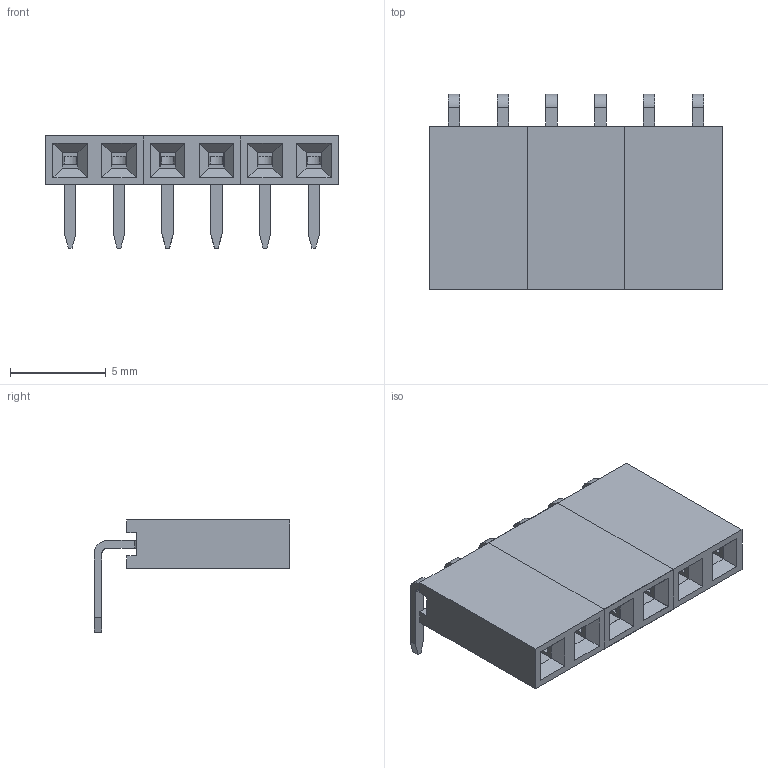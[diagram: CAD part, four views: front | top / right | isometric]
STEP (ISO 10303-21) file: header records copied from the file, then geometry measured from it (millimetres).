
FILE_DESCRIPTION (( 'STEP AP203' ), '1' );
FILE_NAME ('PBS-6R.STEP', '2025-11-26T09:42:08', ( '' ), ( '' ), 'SwSTEP 2.0', 'SolidWorks 2017', '' );
FILE_SCHEMA (( 'CONFIG_CONTROL_DESIGN' ));
Length unit declared in the file: millimetre
Products named in the file (1): PBS-6R
Bounding box: 15.23 x 10.2 x 5.84 mm (x, y, z)
Volume: 396.7 mm3; surface area: 947.5 mm2
Topology: 2 solids, 2 shells, 492 faces, 1320 edges, 816 vertices
Faces by surface type: plane 412, cylinder 80
Entity records: 15615 total; most frequent: CARTESIAN_POINT 3765, ORIENTED_EDGE 2640, DIRECTION 2082, EDGE_CURVE 1320, VECTOR 1096, LINE 1096, VERTEX_POINT 816, EDGE_LOOP 508
